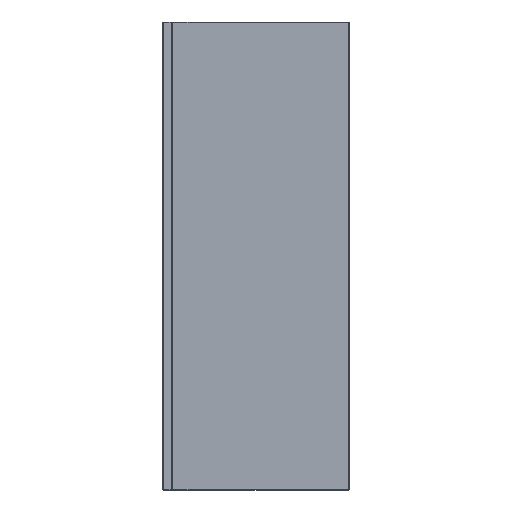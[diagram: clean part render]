
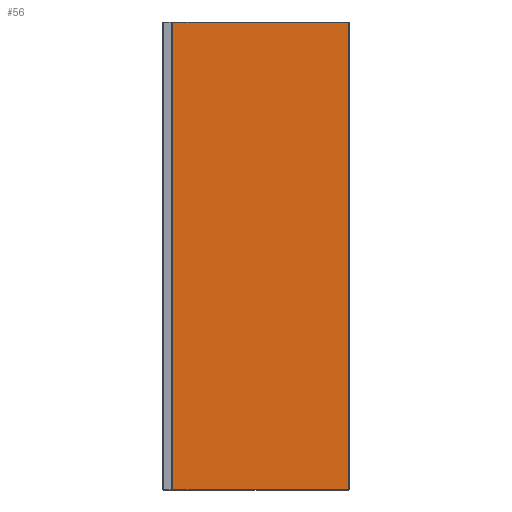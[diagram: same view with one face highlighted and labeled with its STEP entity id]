
A CAD part, top view. The second image highlights one B-rep face of the part: STEP entity #56.
In plain terms, the highlighted planar face has unit normal (0, 0, 1).
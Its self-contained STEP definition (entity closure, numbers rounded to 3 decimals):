
#56 = ADVANCED_FACE( '', ( #110 ), #111, .F. );
#110 = FACE_OUTER_BOUND( '', #159, .T. );
#111 = PLANE( '', #160 );
#159 = EDGE_LOOP( '', ( #255, #256, #257, #258 ) );
#160 = AXIS2_PLACEMENT_3D( '', #259, #260, #261 );
#255 = ORIENTED_EDGE( '', *, *, #344, .T. );
#256 = ORIENTED_EDGE( '', *, *, #337, .F. );
#257 = ORIENTED_EDGE( '', *, *, #308, .F. );
#258 = ORIENTED_EDGE( '', *, *, #340, .T. );
#259 = CARTESIAN_POINT( '', ( -17.75, 100., -10.35 ) );
#260 = DIRECTION( '', ( 0., 0., -1. ) );
#261 = DIRECTION( '', ( -1., 0., 0. ) );
#308 = EDGE_CURVE( '', #362, #364, #365, .T. );
#337 = EDGE_CURVE( '', #364, #406, #410, .T. );
#340 = EDGE_CURVE( '', #362, #412, #414, .T. );
#344 = EDGE_CURVE( '', #412, #406, #418, .T. );
#362 = VERTEX_POINT( '', #438 );
#364 = VERTEX_POINT( '', #440 );
#365 = LINE( '', #441, #442 );
#406 = VERTEX_POINT( '', #496 );
#410 = LINE( '', #501, #502 );
#412 = VERTEX_POINT( '', #504 );
#414 = LINE( '', #506, #507 );
#418 = LINE( '', #512, #513 );
#438 = CARTESIAN_POINT( '', ( -17.75, 100., -10.35 ) );
#440 = CARTESIAN_POINT( '', ( 19.75, 100., -10.35 ) );
#441 = CARTESIAN_POINT( '', ( -17.75, 100., -10.35 ) );
#442 = VECTOR( '', #535, 1000. );
#496 = CARTESIAN_POINT( '', ( 19.75, 0., -10.35 ) );
#501 = CARTESIAN_POINT( '', ( 19.75, 100., -10.35 ) );
#502 = VECTOR( '', #574, 1000. );
#504 = CARTESIAN_POINT( '', ( -17.75, 0., -10.35 ) );
#506 = CARTESIAN_POINT( '', ( -17.75, 100., -10.35 ) );
#507 = VECTOR( '', #578, 1000. );
#512 = CARTESIAN_POINT( '', ( -17.75, 0., -10.35 ) );
#513 = VECTOR( '', #580, 1000. );
#535 = DIRECTION( '', ( 1., 0., 0. ) );
#574 = DIRECTION( '', ( 0., -1., 0. ) );
#578 = DIRECTION( '', ( 0., -1., 0. ) );
#580 = DIRECTION( '', ( 1., 0., 0. ) );
